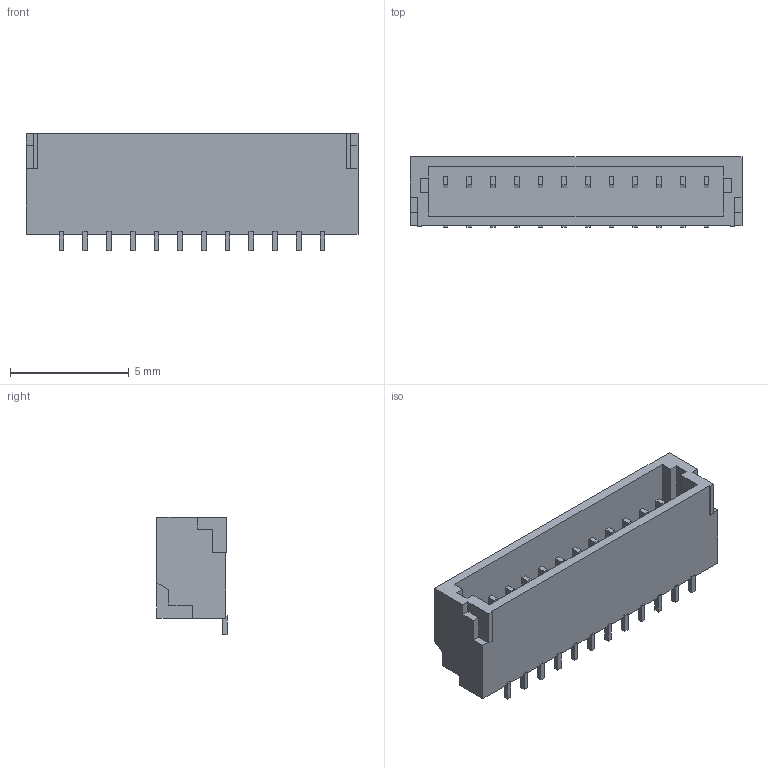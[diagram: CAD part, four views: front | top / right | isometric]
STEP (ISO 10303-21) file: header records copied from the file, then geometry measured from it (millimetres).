
FILE_DESCRIPTION(/* description */ ('STEP AP242','CAx-IF Rec.Pracs.---Representation and Presentation of Product Manufacturing Information (PMI)---4.0---2014-10-13','CAx-IF Rec.Pracs.---3D Tessellated Geometry---0.4---2014-09-14','2;1'),/* implementation_level */ '2;1');
FILE_NAME(/* name */ '66ff0a2c51772e3810e72817',/* time_stamp */ '2024-10-03T21:18:36Z',/* author */ (''),/* organization */ (''),/* preprocessor_version */ 'ST-DEVELOPER v20',/* originating_system */ ' ',/* authorisation */ ' ');
FILE_SCHEMA (('AP242_MANAGED_MODEL_BASED_3D_ENGINEERING_MIM_LF { 1 0 10303 442 1 1 4 }'));
Length unit declared in the file: metre
Products named in the file (1): SM12B-SRSS
Bounding box: 14 x 2.96 x 4.95 mm (x, y, z)
Volume: 93.6 mm3; surface area: 348 mm2
Topology: 1 solids, 1 shells, 177 faces, 484 edges, 322 vertices
Faces by surface type: plane 177
Entity records: 5820 total; most frequent: CARTESIAN_POINT 984, ORIENTED_EDGE 968, DIRECTION 840, EDGE_CURVE 484, LINE 484, VECTOR 484, VERTEX_POINT 322, EDGE_LOOP 190
